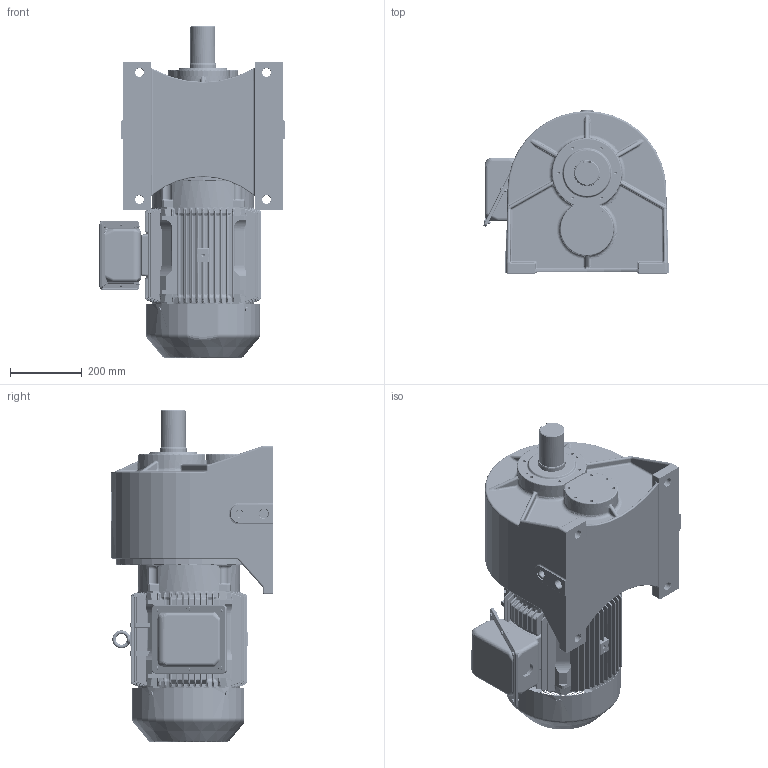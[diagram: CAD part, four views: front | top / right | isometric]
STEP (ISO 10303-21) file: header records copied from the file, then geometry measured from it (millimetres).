
FILE_DESCRIPTION(/* description */ ('Unknown'),/* implementation_level */ '2;1');
FILE_NAME(/* name */ 'EK2DO07184_F_15KW_R30_CUSTOMER',/* time_stamp */ '2019-06-24T10:51:30+09:00',/* author */ ('Unknown'),/* organization */ ('Unknown'),/* preprocessor_version */ 'ST-DEVELOPER v16.7',/* originating_system */ 'DEX',/* authorisation */ $);
FILE_SCHEMA (('AUTOMOTIVE_DESIGN {1 0 10303 214 3 1 1}'));
Products named in the file (19): EK2DO07184_F_15KW_R30_CUSTOMER; DKA0100015_DGKC0082_Casing_CUSTOMER; DKA0800201_DGKB0057(11~15KW_1_30_Motor Bracket)_CUSTOMER; DKA0700003_DGKD0283; 4-4 FR.160L ROUND FRAME_CUSTOMER; 1-4 FR.160L ROUND FRAME+嬴檜r; FR.160L_ROUND_DMA0300851; M12_嬴檜; 2-1 �ݺ��� �����+��켓+후드+볼트; DSMW10387_饶3; M6x8_饶靛; 3-1 FR.160~180辨 繹っ; DSMW10142_欽濠4; 陛蝶鰍_; DSMW10143_ī1; M6x15_蘋夥_; DKD0300005_DGKD4099; DKD0300004_DGKD4098
Assembly tree (26 placements, depth 4):
  EK2DO07184_F_15KW_R30_CUSTOMER
    DKA0100015_DGKC0082_Casing_CUSTOMER
    DKA0800201_DGKB0057(11~15KW_1_30_Motor Bracket)_CUSTOMER
    DKA0700003_DGKD0283
    4-4 FR.160L ROUND FRAME_CUSTOMER
      1-4 FR.160L ROUND FRAME+嬴檜r
        FR.160L_ROUND_DMA0300851
        M12_嬴檜
      2-1 �ݺ��� �����+��켓+후드+볼트
        DSMW10387_饶3
        M6x8_饶靛  x4
      3-1 FR.160~180辨 繹っ
        DSMW10142_欽濠4
        陛蝶鰍_
        DSMW10143_ī1
        陛蝶鰍_
        M6x15_蘋夥_  x6
    DKD0300005_DGKD4099
    DKD0300004_DGKD4098
Bounding box: 517.14 x 455 x 927.15 mm (x, y, z)
Volume: 78630425 mm3; surface area: 3136251.3 mm2
Topology: 22 solids, 22 shells, 5847 faces, 15516 edges, 9707 vertices
Faces by surface type: cylinder 2361, plane 1819, bspline 1140, torus 258, cone 217, sphere 52
Full cylindrical faces by diameter (mm): 2.6 x4, 5 x6, 6 x10, 6.647 x26, 7 x12, 8 x6, 8.376 x12, 9 x11, 9.4 x1, 10 x4, 10.106 x16, 11 x4, 12 x9, 13.835 x2, 14 x6, 20.376 x3, 24 x4, 25 x1, 25.279 x1, 32 x2, 35 x1, 42 x1, 65 x1, 70 x2, 75 x1, 78 x1, 85 x1, 90 x1, 100 x2, 120 x1
Entity records: 192959 total; most frequent: CARTESIAN_POINT 55103, ORIENTED_EDGE 29568, DIRECTION 27817, EDGE_CURVE 14784, AXIS2_PLACEMENT_3D 10488, VERTEX_POINT 9406, LINE 6841, VECTOR 6841
